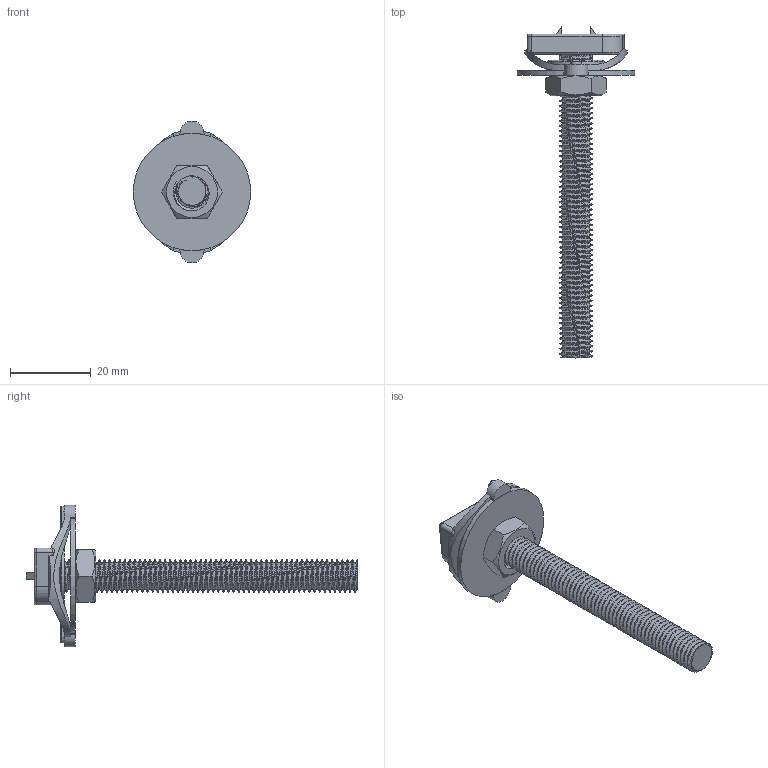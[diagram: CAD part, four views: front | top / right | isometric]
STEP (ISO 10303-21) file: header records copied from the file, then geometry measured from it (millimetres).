
FILE_DESCRIPTION (( 'STEP AP203' ), '1' );
FILE_NAME ('3D-R6460_M8x80_173482640.STEP', '2024-08-29T08:02:25', ( '' ), ( '' ), 'SwSTEP 2.0', 'SolidWorks 2024', '' );
FILE_SCHEMA (( 'CONFIG_CONTROL_DESIGN' ));
Length unit declared in the file: millimetre
Products named in the file (1): 3D-R6460_M8x80_173482640
Bounding box: 29 x 82 x 34.96 mm (x, y, z)
Volume: 6141.8 mm3; surface area: 7120.6 mm2
Topology: 7 solids, 7 shells, 284 faces, 825 edges, 539 vertices
Faces by surface type: cylinder 192, plane 60, torus 15, bspline 13, cone 4
Entity records: 20307 total; most frequent: CARTESIAN_POINT 13856, ORIENTED_EDGE 1650, DIRECTION 1027, EDGE_CURVE 825, VERTEX_POINT 539, AXIS2_PLACEMENT_3D 361, LINE 305, VECTOR 305
